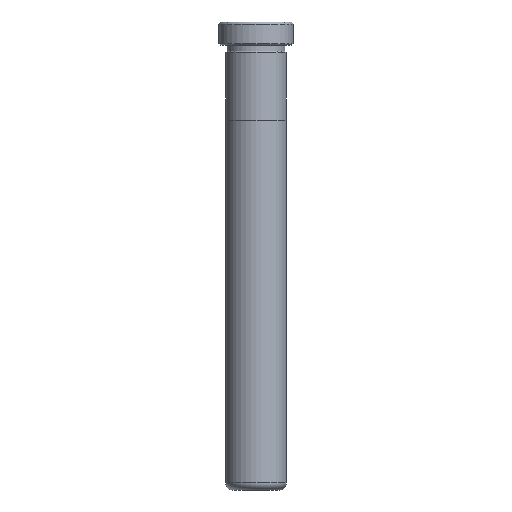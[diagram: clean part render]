
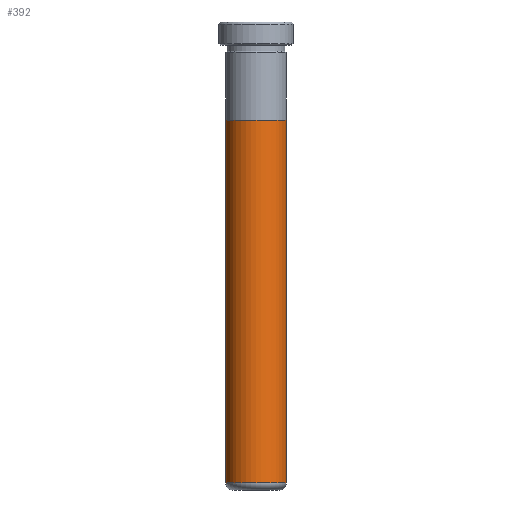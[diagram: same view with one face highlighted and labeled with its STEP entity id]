
A CAD part, front view. The second image highlights one B-rep face of the part: STEP entity #392.
In plain terms, the highlighted cylindrical face has radius 6.495 mm (diameter 12.99 mm), a partial arc.
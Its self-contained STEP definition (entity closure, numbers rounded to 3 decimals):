
#34 = ORIENTED_EDGE ( 'NONE', *, *, #1182, .F. ) ;
#47 = VERTEX_POINT ( 'NONE', #477 ) ;
#49 = VERTEX_POINT ( 'NONE', #470 ) ;
#54 = EDGE_CURVE ( 'NONE', #47, #442, #488, .T. ) ;
#74 = LINE ( 'NONE', #236, #1286 ) ;
#81 = EDGE_LOOP ( 'NONE', ( #34, #1314, #672, #768 ) ) ;
#91 = CARTESIAN_POINT ( 'NONE',  ( 0., 0., 79. ) ) ;
#210 = DIRECTION ( 'NONE',  ( 1., 0., 0. ) ) ;
#214 = CIRCLE ( 'NONE', #454, 6.495 ) ;
#236 = CARTESIAN_POINT ( 'NONE',  ( -6.495, 0., 95. ) ) ;
#356 = DIRECTION ( 'NONE',  ( 1., 0., 0. ) ) ;
#361 = DIRECTION ( 'NONE',  ( 0., 0., -1. ) ) ;
#367 = DIRECTION ( 'NONE',  ( 0., 0., 1. ) ) ;
#378 = CARTESIAN_POINT ( 'NONE',  ( 0., 0., 1.5 ) ) ;
#392 = ADVANCED_FACE ( 'NONE', ( #619 ), #1480, .T. ) ;
#442 = VERTEX_POINT ( 'NONE', #1123 ) ;
#454 = AXIS2_PLACEMENT_3D ( 'NONE', #91, #932, #210 ) ;
#470 = CARTESIAN_POINT ( 'NONE',  ( 6.495, 0., 79. ) ) ;
#477 = CARTESIAN_POINT ( 'NONE',  ( -6.495, 0., 1.5 ) ) ;
#488 = CIRCLE ( 'NONE', #1133, 6.495 ) ;
#519 = CARTESIAN_POINT ( 'NONE',  ( 0., 0., 95. ) ) ;
#521 = AXIS2_PLACEMENT_3D ( 'NONE', #519, #885, #1222 ) ;
#619 = FACE_OUTER_BOUND ( 'NONE', #81, .T. ) ;
#672 = ORIENTED_EDGE ( 'NONE', *, *, #1084, .T. ) ;
#768 = ORIENTED_EDGE ( 'NONE', *, *, #54, .T. ) ;
#813 = EDGE_CURVE ( 'NONE', #1066, #49, #214, .T. ) ;
#830 = LINE ( 'NONE', #1092, #888 ) ;
#885 = DIRECTION ( 'NONE',  ( 0., 0., -1. ) ) ;
#888 = VECTOR ( 'NONE', #1210, 1000. ) ;
#932 = DIRECTION ( 'NONE',  ( 0., 0., 1. ) ) ;
#1066 = VERTEX_POINT ( 'NONE', #1184 ) ;
#1084 = EDGE_CURVE ( 'NONE', #1066, #47, #74, .T. ) ;
#1092 = CARTESIAN_POINT ( 'NONE',  ( 6.495, 0., 95. ) ) ;
#1123 = CARTESIAN_POINT ( 'NONE',  ( 6.495, 0., 1.5 ) ) ;
#1133 = AXIS2_PLACEMENT_3D ( 'NONE', #378, #367, #356 ) ;
#1182 = EDGE_CURVE ( 'NONE', #49, #442, #830, .T. ) ;
#1184 = CARTESIAN_POINT ( 'NONE',  ( -6.495, 0., 79. ) ) ;
#1210 = DIRECTION ( 'NONE',  ( 0., 0., -1. ) ) ;
#1222 = DIRECTION ( 'NONE',  ( -1., 0., 0. ) ) ;
#1286 = VECTOR ( 'NONE', #361, 1000. ) ;
#1314 = ORIENTED_EDGE ( 'NONE', *, *, #813, .F. ) ;
#1480 = CYLINDRICAL_SURFACE ( 'NONE', #521, 6.495 ) ;
